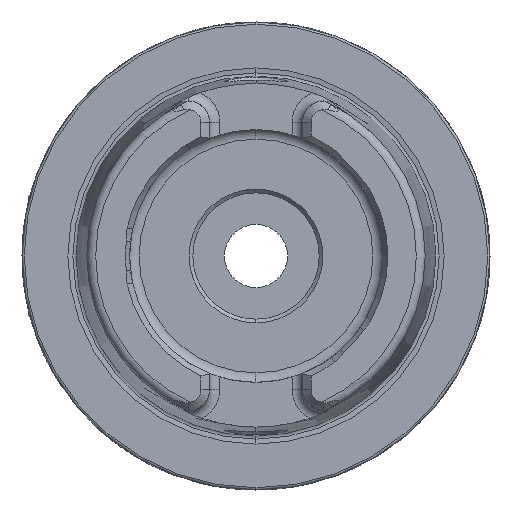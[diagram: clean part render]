
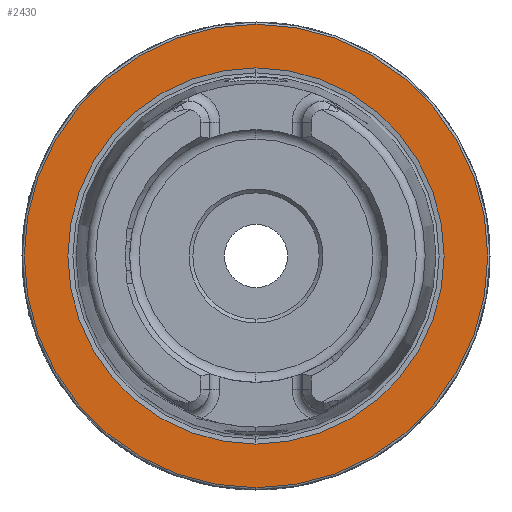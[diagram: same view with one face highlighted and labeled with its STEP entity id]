
A CAD part, left-side view. The second image highlights one B-rep face of the part: STEP entity #2430.
In plain terms, the highlighted planar face has unit normal (-1, 0, 0).
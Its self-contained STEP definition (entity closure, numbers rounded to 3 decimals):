
#20 = CARTESIAN_POINT ( 'NONE',  ( 0., 0., 0. ) ) ;
#21 = DIRECTION ( 'NONE',  ( -1., 0., 0. ) ) ;
#22 = DIRECTION ( 'NONE',  ( 0., 0., 1. ) ) ;
#30 = CARTESIAN_POINT ( 'NONE',  ( 0., 0., 0. ) ) ;
#31 = DIRECTION ( 'NONE',  ( -1., 0., 0. ) ) ;
#32 = DIRECTION ( 'NONE',  ( 0., 0., 1. ) ) ;
#214 = CARTESIAN_POINT ( 'NONE',  ( 0., 0., -25.324 ) ) ;
#219 = CARTESIAN_POINT ( 'NONE',  ( 0., 0., 25.324 ) ) ;
#221 = CARTESIAN_POINT ( 'NONE',  ( 0., 0., 31.2 ) ) ;
#222 = CARTESIAN_POINT ( 'NONE',  ( 0., 0., -31.2 ) ) ;
#598 = EDGE_CURVE ( 'NONE', #7188, #7193, #11252, .T. ) ;
#602 = EDGE_CURVE ( 'NONE', #7195, #7196, #11259, .T. ) ;
#695 = ORIENTED_EDGE ( 'NONE', *, *, #5117, .F. ) ;
#696 = ORIENTED_EDGE ( 'NONE', *, *, #598, .F. ) ;
#697 = ORIENTED_EDGE ( 'NONE', *, *, #602, .T. ) ;
#698 = ORIENTED_EDGE ( 'NONE', *, *, #5114, .T. ) ;
#1766 = FACE_BOUND ( 'NONE', #6535, .T. ) ;
#1772 = FACE_OUTER_BOUND ( 'NONE', #6529, .T. ) ;
#2430 = ADVANCED_FACE ( 'NONE', ( #1766, #1772 ), #6880, .F. ) ;
#2749 = CIRCLE ( 'NONE', #4437, 25.324 ) ;
#2750 = CIRCLE ( 'NONE', #4436, 31.2 ) ;
#4411 = AXIS2_PLACEMENT_3D ( 'NONE', #6874, #6882, #6883 ) ;
#4436 = AXIS2_PLACEMENT_3D ( 'NONE', #7517, #7518, #7519 ) ;
#4437 = AXIS2_PLACEMENT_3D ( 'NONE', #7520, #7521, #7522 ) ;
#5114 = EDGE_CURVE ( 'NONE', #7196, #7195, #2750, .T. ) ;
#5117 = EDGE_CURVE ( 'NONE', #7193, #7188, #2749, .T. ) ;
#5867 = AXIS2_PLACEMENT_3D ( 'NONE', #20, #21, #22 ) ;
#5870 = AXIS2_PLACEMENT_3D ( 'NONE', #30, #31, #32 ) ;
#6529 = EDGE_LOOP ( 'NONE', ( #697, #698 ) ) ;
#6535 = EDGE_LOOP ( 'NONE', ( #695, #696 ) ) ;
#6874 = CARTESIAN_POINT ( 'NONE',  ( 0., 31.2, 0. ) ) ;
#6880 = PLANE ( 'NONE',  #4411 ) ;
#6882 = DIRECTION ( 'NONE',  ( 1., 0., 0. ) ) ;
#6883 = DIRECTION ( 'NONE',  ( 0., 0., -1. ) ) ;
#7188 = VERTEX_POINT ( 'NONE', #214 ) ;
#7193 = VERTEX_POINT ( 'NONE', #219 ) ;
#7195 = VERTEX_POINT ( 'NONE', #221 ) ;
#7196 = VERTEX_POINT ( 'NONE', #222 ) ;
#7517 = CARTESIAN_POINT ( 'NONE',  ( 0., 0., 0. ) ) ;
#7518 = DIRECTION ( 'NONE',  ( -1., 0., 0. ) ) ;
#7519 = DIRECTION ( 'NONE',  ( 0., 0., 1. ) ) ;
#7520 = CARTESIAN_POINT ( 'NONE',  ( 0., 0., 0. ) ) ;
#7521 = DIRECTION ( 'NONE',  ( -1., 0., 0. ) ) ;
#7522 = DIRECTION ( 'NONE',  ( 0., 0., 1. ) ) ;
#11252 = CIRCLE ( 'NONE', #5867, 25.324 ) ;
#11259 = CIRCLE ( 'NONE', #5870, 31.2 ) ;
